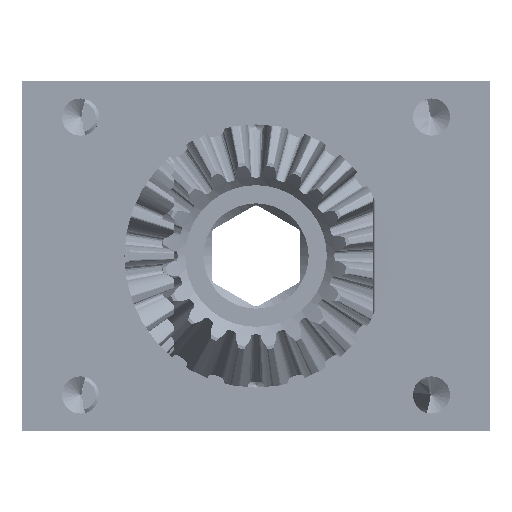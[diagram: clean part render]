
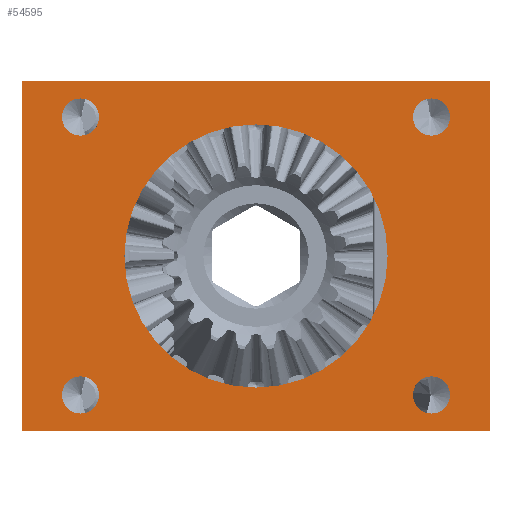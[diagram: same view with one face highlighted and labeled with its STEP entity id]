
A CAD part, front view. The second image highlights one B-rep face of the part: STEP entity #54595.
In plain terms, the highlighted planar face has unit normal (0, -1, 0).
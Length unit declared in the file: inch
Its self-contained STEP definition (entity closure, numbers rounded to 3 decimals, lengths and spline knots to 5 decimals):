
#1125 = AXIS2_PLACEMENT_3D ( 'NONE', #65573, #7374, #59184 ) ;
#1828 = VERTEX_POINT ( 'NONE', #47661 ) ;
#1937 = EDGE_CURVE ( 'NONE', #3567, #30128, #31094, .T. ) ;
#2139 = EDGE_CURVE ( 'NONE', #51066, #1828, #56521, .T. ) ;
#3567 = VERTEX_POINT ( 'NONE', #65844 ) ;
#3956 = ORIENTED_EDGE ( 'NONE', *, *, #52803, .F. ) ;
#4401 = DIRECTION ( 'NONE',  ( 0., 0., -1. ) ) ;
#4567 = DIRECTION ( 'NONE',  ( 0., 0., -1. ) ) ;
#5198 = CARTESIAN_POINT ( 'NONE',  ( 0.75, -1., -0.59375 ) ) ;
#5324 = ORIENTED_EDGE ( 'NONE', *, *, #36425, .F. ) ;
#5952 = AXIS2_PLACEMENT_3D ( 'NONE', #15784, #54438, #68047 ) ;
#7374 = DIRECTION ( 'NONE',  ( 0., -1., 0. ) ) ;
#8078 = ORIENTED_EDGE ( 'NONE', *, *, #26608, .F. ) ;
#8877 = VERTEX_POINT ( 'NONE', #74738 ) ;
#9079 = FACE_BOUND ( 'NONE', #81021, .T. ) ;
#9983 = CARTESIAN_POINT ( 'NONE',  ( 0., -1., 0. ) ) ;
#10324 = VERTEX_POINT ( 'NONE', #77503 ) ;
#10369 = FACE_BOUND ( 'NONE', #25582, .T. ) ;
#13810 = ORIENTED_EDGE ( 'NONE', *, *, #60528, .F. ) ;
#14183 = VERTEX_POINT ( 'NONE', #51135 ) ;
#15033 = CARTESIAN_POINT ( 'NONE',  ( -1., -1., 0.75 ) ) ;
#15106 = EDGE_LOOP ( 'NONE', ( #17570, #45408, #74899, #41553 ) ) ;
#15516 = DIRECTION ( 'NONE',  ( 1., 0., 0. ) ) ;
#15784 = CARTESIAN_POINT ( 'NONE',  ( -0.75, -1., -0.59375 ) ) ;
#16894 = CARTESIAN_POINT ( 'NONE',  ( 0.75, -1., 0.59375 ) ) ;
#17570 = ORIENTED_EDGE ( 'NONE', *, *, #69331, .T. ) ;
#19034 = DIRECTION ( 'NONE',  ( 0., -1., 0. ) ) ;
#19242 = VERTEX_POINT ( 'NONE', #46350 ) ;
#19892 = AXIS2_PLACEMENT_3D ( 'NONE', #21679, #41184, #61189 ) ;
#21376 = LINE ( 'NONE', #46857, #56816 ) ;
#21679 = CARTESIAN_POINT ( 'NONE',  ( 0., -1., 0. ) ) ;
#22245 = FACE_OUTER_BOUND ( 'NONE', #15106, .T. ) ;
#23191 = VERTEX_POINT ( 'NONE', #77392 ) ;
#23420 = ORIENTED_EDGE ( 'NONE', *, *, #2139, .F. ) ;
#24582 = VERTEX_POINT ( 'NONE', #79369 ) ;
#25366 = DIRECTION ( 'NONE',  ( 0., 0., -1. ) ) ;
#25546 = DIRECTION ( 'NONE',  ( 0., 0., -1. ) ) ;
#25582 = EDGE_LOOP ( 'NONE', ( #80915, #13810 ) ) ;
#25950 = VERTEX_POINT ( 'NONE', #70187 ) ;
#26584 = CARTESIAN_POINT ( 'NONE',  ( -0.75, -1., 0.59375 ) ) ;
#26608 = EDGE_CURVE ( 'NONE', #24582, #57764, #35772, .T. ) ;
#29057 = AXIS2_PLACEMENT_3D ( 'NONE', #26584, #52936, #66528 ) ;
#29618 = VECTOR ( 'NONE', #15516, 39.37008 ) ;
#30000 = ORIENTED_EDGE ( 'NONE', *, *, #67794, .F. ) ;
#30128 = VERTEX_POINT ( 'NONE', #40794 ) ;
#31094 = LINE ( 'NONE', #38312, #33463 ) ;
#31106 = AXIS2_PLACEMENT_3D ( 'NONE', #9983, #35896, #61830 ) ;
#31130 = CARTESIAN_POINT ( 'NONE',  ( -1., -1., 0.75 ) ) ;
#31507 = DIRECTION ( 'NONE',  ( 0., -1., 0. ) ) ;
#32293 = CIRCLE ( 'NONE', #44545, 0.0795 ) ;
#33236 = EDGE_CURVE ( 'NONE', #10324, #30128, #48219, .T. ) ;
#33463 = VECTOR ( 'NONE', #83745, 39.37008 ) ;
#33608 = EDGE_CURVE ( 'NONE', #60217, #3567, #21376, .T. ) ;
#34310 = AXIS2_PLACEMENT_3D ( 'NONE', #65991, #52814, #45995 ) ;
#34733 = EDGE_CURVE ( 'NONE', #14183, #19242, #79009, .T. ) ;
#35772 = CIRCLE ( 'NONE', #72402, 0.0795 ) ;
#35896 = DIRECTION ( 'NONE',  ( 0., -1., 0. ) ) ;
#36425 = EDGE_CURVE ( 'NONE', #19242, #14183, #32293, .T. ) ;
#36873 = VECTOR ( 'NONE', #4401, 39.37008 ) ;
#37106 = LINE ( 'NONE', #31130, #36873 ) ;
#38187 = EDGE_LOOP ( 'NONE', ( #23420, #43891 ) ) ;
#38312 = CARTESIAN_POINT ( 'NONE',  ( 1., -1., 0.75 ) ) ;
#40460 = CIRCLE ( 'NONE', #1125, 0.0795 ) ;
#40794 = CARTESIAN_POINT ( 'NONE',  ( 1., -1., -0.75 ) ) ;
#41184 = DIRECTION ( 'NONE',  ( 0., -1., 0. ) ) ;
#41553 = ORIENTED_EDGE ( 'NONE', *, *, #33608, .F. ) ;
#41813 = EDGE_CURVE ( 'NONE', #1828, #51066, #74522, .T. ) ;
#42373 = AXIS2_PLACEMENT_3D ( 'NONE', #5198, #31507, #25546 ) ;
#43891 = ORIENTED_EDGE ( 'NONE', *, *, #41813, .F. ) ;
#43995 = CIRCLE ( 'NONE', #29057, 0.0795 ) ;
#44545 = AXIS2_PLACEMENT_3D ( 'NONE', #83572, #19034, #25366 ) ;
#45408 = ORIENTED_EDGE ( 'NONE', *, *, #33236, .T. ) ;
#45995 = DIRECTION ( 'NONE',  ( 0., 0., -1. ) ) ;
#46350 = CARTESIAN_POINT ( 'NONE',  ( 0.75, -1., -0.67325 ) ) ;
#46857 = CARTESIAN_POINT ( 'NONE',  ( -1., -1., 0.75 ) ) ;
#47661 = CARTESIAN_POINT ( 'NONE',  ( 0., -1., 0.5625 ) ) ;
#48219 = LINE ( 'NONE', #73722, #29618 ) ;
#48918 = AXIS2_PLACEMENT_3D ( 'NONE', #75494, #69151, #4567 ) ;
#51066 = VERTEX_POINT ( 'NONE', #77135 ) ;
#51135 = CARTESIAN_POINT ( 'NONE',  ( 0.75, -1., -0.51425 ) ) ;
#52803 = EDGE_CURVE ( 'NONE', #25950, #73885, #70972, .T. ) ;
#52814 = DIRECTION ( 'NONE',  ( 0., -1., 0. ) ) ;
#52936 = DIRECTION ( 'NONE',  ( 0., -1., 0. ) ) ;
#53396 = CARTESIAN_POINT ( 'NONE',  ( -0.75, -1., 0.51425 ) ) ;
#54106 = PLANE ( 'NONE',  #60394 ) ;
#54438 = DIRECTION ( 'NONE',  ( 0., -1., 0. ) ) ;
#54595 = ADVANCED_FACE ( 'NONE', ( #9079, #67728, #10369, #68145, #55839, #22245 ), #54106, .F. ) ;
#54982 = EDGE_CURVE ( 'NONE', #23191, #8877, #79353, .T. ) ;
#55839 = FACE_BOUND ( 'NONE', #38187, .T. ) ;
#56521 = CIRCLE ( 'NONE', #19892, 0.5625 ) ;
#56816 = VECTOR ( 'NONE', #79151, 39.37008 ) ;
#56823 = DIRECTION ( 'NONE',  ( 0., -1., 0. ) ) ;
#57764 = VERTEX_POINT ( 'NONE', #81452 ) ;
#59184 = DIRECTION ( 'NONE',  ( 0., 0., -1. ) ) ;
#60217 = VERTEX_POINT ( 'NONE', #80907 ) ;
#60394 = AXIS2_PLACEMENT_3D ( 'NONE', #15033, #67303, #74080 ) ;
#60528 = EDGE_CURVE ( 'NONE', #8877, #23191, #40460, .T. ) ;
#61189 = DIRECTION ( 'NONE',  ( 0., 0., -1. ) ) ;
#61830 = DIRECTION ( 'NONE',  ( 0., 0., -1. ) ) ;
#62376 = DIRECTION ( 'NONE',  ( 0., 0., -1. ) ) ;
#64918 = EDGE_LOOP ( 'NONE', ( #8078, #30000 ) ) ;
#65573 = CARTESIAN_POINT ( 'NONE',  ( -0.75, -1., -0.59375 ) ) ;
#65844 = CARTESIAN_POINT ( 'NONE',  ( 1., -1., 0.75 ) ) ;
#65991 = CARTESIAN_POINT ( 'NONE',  ( -0.75, -1., 0.59375 ) ) ;
#66528 = DIRECTION ( 'NONE',  ( 0., 0., -1. ) ) ;
#67303 = DIRECTION ( 'NONE',  ( 0., 1., 0. ) ) ;
#67728 = FACE_BOUND ( 'NONE', #64918, .T. ) ;
#67794 = EDGE_CURVE ( 'NONE', #57764, #24582, #69326, .T. ) ;
#68047 = DIRECTION ( 'NONE',  ( 0., 0., -1. ) ) ;
#68145 = FACE_BOUND ( 'NONE', #77399, .T. ) ;
#69151 = DIRECTION ( 'NONE',  ( 0., -1., 0. ) ) ;
#69326 = CIRCLE ( 'NONE', #48918, 0.0795 ) ;
#69331 = EDGE_CURVE ( 'NONE', #60217, #10324, #37106, .T. ) ;
#70187 = CARTESIAN_POINT ( 'NONE',  ( -0.75, -1., 0.67325 ) ) ;
#70972 = CIRCLE ( 'NONE', #34310, 0.0795 ) ;
#71721 = ORIENTED_EDGE ( 'NONE', *, *, #34733, .F. ) ;
#72402 = AXIS2_PLACEMENT_3D ( 'NONE', #16894, #56823, #62376 ) ;
#73722 = CARTESIAN_POINT ( 'NONE',  ( -1., -1., -0.75 ) ) ;
#73885 = VERTEX_POINT ( 'NONE', #53396 ) ;
#74080 = DIRECTION ( 'NONE',  ( 0., 0., 1. ) ) ;
#74522 = CIRCLE ( 'NONE', #31106, 0.5625 ) ;
#74738 = CARTESIAN_POINT ( 'NONE',  ( -0.75, -1., -0.51425 ) ) ;
#74899 = ORIENTED_EDGE ( 'NONE', *, *, #1937, .F. ) ;
#75414 = ORIENTED_EDGE ( 'NONE', *, *, #80714, .F. ) ;
#75494 = CARTESIAN_POINT ( 'NONE',  ( 0.75, -1., 0.59375 ) ) ;
#77135 = CARTESIAN_POINT ( 'NONE',  ( 0., -1., -0.5625 ) ) ;
#77392 = CARTESIAN_POINT ( 'NONE',  ( -0.75, -1., -0.67325 ) ) ;
#77399 = EDGE_LOOP ( 'NONE', ( #75414, #3956 ) ) ;
#77503 = CARTESIAN_POINT ( 'NONE',  ( -1., -1., -0.75 ) ) ;
#79009 = CIRCLE ( 'NONE', #42373, 0.0795 ) ;
#79151 = DIRECTION ( 'NONE',  ( 1., 0., 0. ) ) ;
#79353 = CIRCLE ( 'NONE', #5952, 0.0795 ) ;
#79369 = CARTESIAN_POINT ( 'NONE',  ( 0.75, -1., 0.51425 ) ) ;
#80714 = EDGE_CURVE ( 'NONE', #73885, #25950, #43995, .T. ) ;
#80907 = CARTESIAN_POINT ( 'NONE',  ( -1., -1., 0.75 ) ) ;
#80915 = ORIENTED_EDGE ( 'NONE', *, *, #54982, .F. ) ;
#81021 = EDGE_LOOP ( 'NONE', ( #5324, #71721 ) ) ;
#81452 = CARTESIAN_POINT ( 'NONE',  ( 0.75, -1., 0.67325 ) ) ;
#83572 = CARTESIAN_POINT ( 'NONE',  ( 0.75, -1., -0.59375 ) ) ;
#83745 = DIRECTION ( 'NONE',  ( 0., 0., -1. ) ) ;
